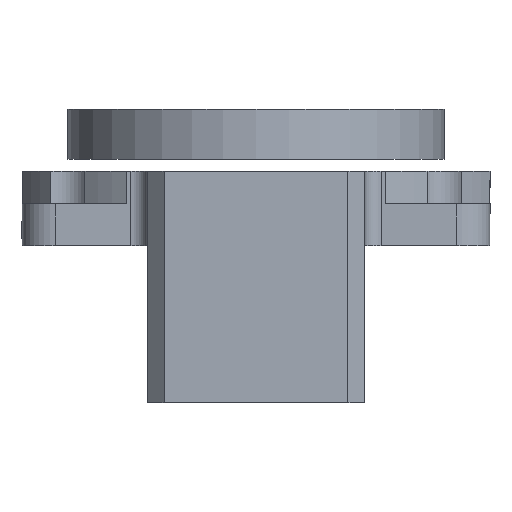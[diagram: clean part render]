
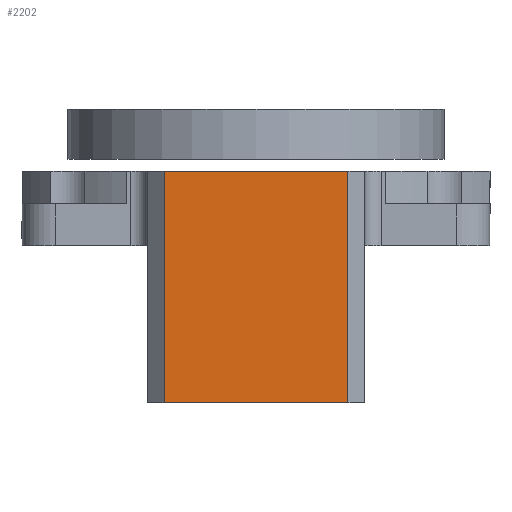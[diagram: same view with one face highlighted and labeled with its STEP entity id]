
A CAD part, front view. The second image highlights one B-rep face of the part: STEP entity #2202.
In plain terms, the highlighted planar face has unit normal (0, -1, 0).
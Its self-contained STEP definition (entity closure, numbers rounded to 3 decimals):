
#131 = DIRECTION ( 'NONE',  ( 0., 0., -1. ) ) ;
#157 = CARTESIAN_POINT ( 'NONE',  ( -55., -206.5, 81.5 ) ) ;
#338 = CARTESIAN_POINT ( 'NONE',  ( 55., -206.5, -94. ) ) ;
#374 = LINE ( 'NONE', #338, #4112 ) ;
#487 = CARTESIAN_POINT ( 'NONE',  ( 55., -206.5, -94. ) ) ;
#550 = VECTOR ( 'NONE', #131, 1000. ) ;
#593 = VERTEX_POINT ( 'NONE', #487 ) ;
#795 = CARTESIAN_POINT ( 'NONE',  ( -55., -206.5, -94. ) ) ;
#950 = EDGE_CURVE ( 'NONE', #3589, #4946, #2197, .T. ) ;
#1103 = LINE ( 'NONE', #157, #550 ) ;
#1344 = VECTOR ( 'NONE', #1720, 1000. ) ;
#1601 = VERTEX_POINT ( 'NONE', #795 ) ;
#1720 = DIRECTION ( 'NONE',  ( 1., 0., 0. ) ) ;
#1797 = PLANE ( 'NONE',  #4442 ) ;
#1923 = CARTESIAN_POINT ( 'NONE',  ( 55., -206.5, 81.5 ) ) ;
#1972 = CARTESIAN_POINT ( 'NONE',  ( 55., -206.5, 44.5 ) ) ;
#2197 = LINE ( 'NONE', #5082, #1344 ) ;
#2202 = ADVANCED_FACE ( 'NONE', ( #4142 ), #1797, .F. ) ;
#3288 = DIRECTION ( 'NONE',  ( 0., 0., -1. ) ) ;
#3560 = DIRECTION ( 'NONE',  ( -1., 0., 0. ) ) ;
#3589 = VERTEX_POINT ( 'NONE', #3756 ) ;
#3604 = EDGE_CURVE ( 'NONE', #4946, #593, #4743, .T. ) ;
#3662 = DIRECTION ( 'NONE',  ( -1., 0., 0. ) ) ;
#3680 = CARTESIAN_POINT ( 'NONE',  ( -55., -206.5, 81.5 ) ) ;
#3756 = CARTESIAN_POINT ( 'NONE',  ( -55., -206.5, 44.5 ) ) ;
#3987 = ORIENTED_EDGE ( 'NONE', *, *, #3604, .F. ) ;
#4104 = ORIENTED_EDGE ( 'NONE', *, *, #950, .F. ) ;
#4112 = VECTOR ( 'NONE', #3662, 1000. ) ;
#4142 = FACE_OUTER_BOUND ( 'NONE', #5615, .T. ) ;
#4442 = AXIS2_PLACEMENT_3D ( 'NONE', #3680, #5573, #3560 ) ;
#4743 = LINE ( 'NONE', #1923, #5636 ) ;
#4946 = VERTEX_POINT ( 'NONE', #1972 ) ;
#5082 = CARTESIAN_POINT ( 'NONE',  ( -55., -206.5, 44.5 ) ) ;
#5142 = ORIENTED_EDGE ( 'NONE', *, *, #5516, .F. ) ;
#5369 = EDGE_CURVE ( 'NONE', #3589, #1601, #1103, .T. ) ;
#5516 = EDGE_CURVE ( 'NONE', #593, #1601, #374, .T. ) ;
#5573 = DIRECTION ( 'NONE',  ( 0., 1., 0. ) ) ;
#5615 = EDGE_LOOP ( 'NONE', ( #4104, #5721, #5142, #3987 ) ) ;
#5636 = VECTOR ( 'NONE', #3288, 1000. ) ;
#5721 = ORIENTED_EDGE ( 'NONE', *, *, #5369, .T. ) ;
